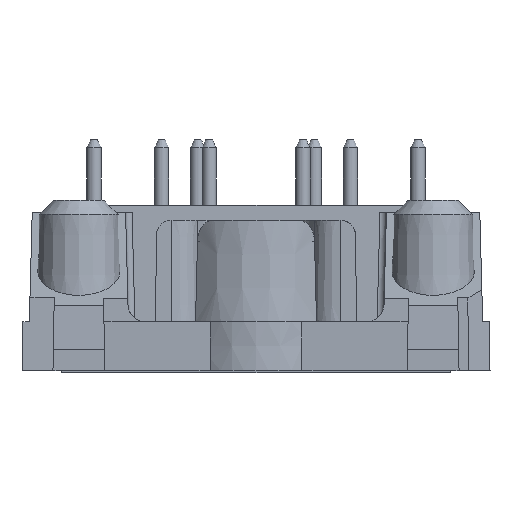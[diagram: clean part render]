
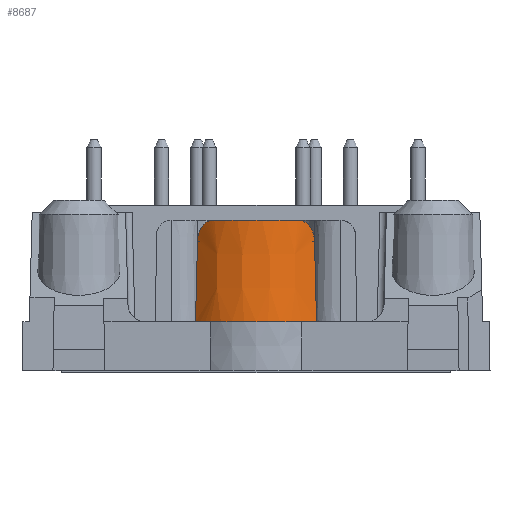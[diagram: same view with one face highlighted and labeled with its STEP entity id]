
A CAD part, left-side view. The second image highlights one B-rep face of the part: STEP entity #8687.
In plain terms, the highlighted conical face has half-angle 1 degrees and reference radius 5.5 mm.
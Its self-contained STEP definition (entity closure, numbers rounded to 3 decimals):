
#51=CONICAL_SURFACE('',#11964,5.5,0.017);
#183=CIRCLE('',#11926,5.377);
#196=CIRCLE('',#11965,5.5);
#197=CIRCLE('',#11966,5.5);
#198=CIRCLE('',#11967,5.5);
#612=B_SPLINE_CURVE_WITH_KNOTS('',3,(#17996,#17997,#17998,#17999,#18000),
 .UNSPECIFIED.,.F.,.F.,(4,1,4),(0.,0.001,0.002),
 .UNSPECIFIED.);
#613=B_SPLINE_CURVE_WITH_KNOTS('',3,(#18010,#18011,#18012,#18013,#18014),
 .UNSPECIFIED.,.F.,.F.,(4,1,4),(0.,0.001,0.002),
 .UNSPECIFIED.);
#615=B_SPLINE_CURVE_WITH_KNOTS('',3,(#18072,#18073,#18074,#18075),
 .UNSPECIFIED.,.F.,.F.,(4,4),(0.,0.006),.UNSPECIFIED.);
#618=B_SPLINE_CURVE_WITH_KNOTS('',3,(#18093,#18094,#18095,#18096),
 .UNSPECIFIED.,.F.,.F.,(4,4),(0.,0.006),.UNSPECIFIED.);
#2509=ORIENTED_EDGE('',*,*,#4066,.T.);
#2510=ORIENTED_EDGE('',*,*,#4079,.F.);
#2511=ORIENTED_EDGE('',*,*,#4080,.F.);
#2512=ORIENTED_EDGE('',*,*,#4081,.F.);
#2513=ORIENTED_EDGE('',*,*,#4060,.F.);
#2514=ORIENTED_EDGE('',*,*,#4033,.F.);
#2515=ORIENTED_EDGE('',*,*,#4030,.T.);
#2516=ORIENTED_EDGE('',*,*,#4028,.F.);
#4028=EDGE_CURVE('',#4969,#4970,#612,.T.);
#4030=EDGE_CURVE('',#4971,#4970,#183,.F.);
#4033=EDGE_CURVE('',#4971,#4973,#613,.T.);
#4060=EDGE_CURVE('',#4973,#4987,#615,.T.);
#4066=EDGE_CURVE('',#4969,#4990,#618,.T.);
#4079=EDGE_CURVE('',#5001,#4990,#196,.T.);
#4080=EDGE_CURVE('',#5002,#5001,#197,.T.);
#4081=EDGE_CURVE('',#4987,#5002,#198,.T.);
#4969=VERTEX_POINT('',#17995);
#4970=VERTEX_POINT('',#18001);
#4971=VERTEX_POINT('',#18005);
#4973=VERTEX_POINT('',#18015);
#4987=VERTEX_POINT('',#18076);
#4990=VERTEX_POINT('',#18092);
#5001=VERTEX_POINT('',#18128);
#5002=VERTEX_POINT('',#18130);
#7083=EDGE_LOOP('',(#2509,#2510,#2511,#2512,#2513,#2514,#2515,#2516));
#7777=FACE_BOUND('',#7083,.T.);
#8687=ADVANCED_FACE('',(#7777),#51,.T.);
#11926=AXIS2_PLACEMENT_3D('',#18004,#13694,#13695);
#11964=AXIS2_PLACEMENT_3D('',#18126,#13798,#13799);
#11965=AXIS2_PLACEMENT_3D('',#18127,#13800,#13801);
#11966=AXIS2_PLACEMENT_3D('',#18129,#13802,#13803);
#11967=AXIS2_PLACEMENT_3D('',#18131,#13804,#13805);
#13694=DIRECTION('',(0.,0.,1.));
#13695=DIRECTION('',(1.,0.,0.));
#13798=DIRECTION('',(0.,0.,-1.));
#13799=DIRECTION('',(-1.,0.,0.));
#13800=DIRECTION('',(0.,0.,-1.));
#13801=DIRECTION('',(-1.,0.,0.));
#13802=DIRECTION('',(0.,0.,-1.));
#13803=DIRECTION('',(-1.,0.,0.));
#13804=DIRECTION('',(0.,0.,-1.));
#13805=DIRECTION('',(-1.,0.,0.));
#17995=CARTESIAN_POINT('',(-31.061,4.063,8.976));
#17996=CARTESIAN_POINT('',(-31.061,4.063,8.976));
#17997=CARTESIAN_POINT('',(-31.061,4.054,9.372));
#17998=CARTESIAN_POINT('',(-31.318,3.829,10.144));
#17999=CARTESIAN_POINT('',(-31.821,3.224,10.45));
#18000=CARTESIAN_POINT('',(-32.034,2.89,10.45));
#18001=CARTESIAN_POINT('',(-32.034,2.89,10.45));
#18004=CARTESIAN_POINT('',(-27.5,0.,10.45));
#18005=CARTESIAN_POINT('',(-32.034,-2.89,10.45));
#18010=CARTESIAN_POINT('',(-32.034,-2.89,10.45));
#18011=CARTESIAN_POINT('',(-31.821,-3.224,10.45));
#18012=CARTESIAN_POINT('',(-31.319,-3.827,10.146));
#18013=CARTESIAN_POINT('',(-31.061,-4.054,9.372));
#18014=CARTESIAN_POINT('',(-31.061,-4.063,8.976));
#18015=CARTESIAN_POINT('',(-31.061,-4.063,8.976));
#18072=CARTESIAN_POINT('',(-31.061,-4.063,8.976));
#18073=CARTESIAN_POINT('',(-31.057,-4.11,7.117));
#18074=CARTESIAN_POINT('',(-31.053,-4.156,5.259));
#18075=CARTESIAN_POINT('',(-31.049,-4.201,3.4));
#18076=CARTESIAN_POINT('',(-31.049,-4.201,3.4));
#18092=CARTESIAN_POINT('',(-31.049,4.201,3.4));
#18093=CARTESIAN_POINT('',(-31.061,4.063,8.976));
#18094=CARTESIAN_POINT('',(-31.057,4.11,7.117));
#18095=CARTESIAN_POINT('',(-31.053,4.156,5.259));
#18096=CARTESIAN_POINT('',(-31.049,4.201,3.4));
#18126=CARTESIAN_POINT('',(-27.5,0.,3.4));
#18127=CARTESIAN_POINT('',(-27.5,0.,3.4));
#18128=CARTESIAN_POINT('',(-32.,3.162,3.4));
#18129=CARTESIAN_POINT('',(-27.5,0.,3.4));
#18130=CARTESIAN_POINT('',(-32.,-3.162,3.4));
#18131=CARTESIAN_POINT('',(-27.5,0.,3.4));
